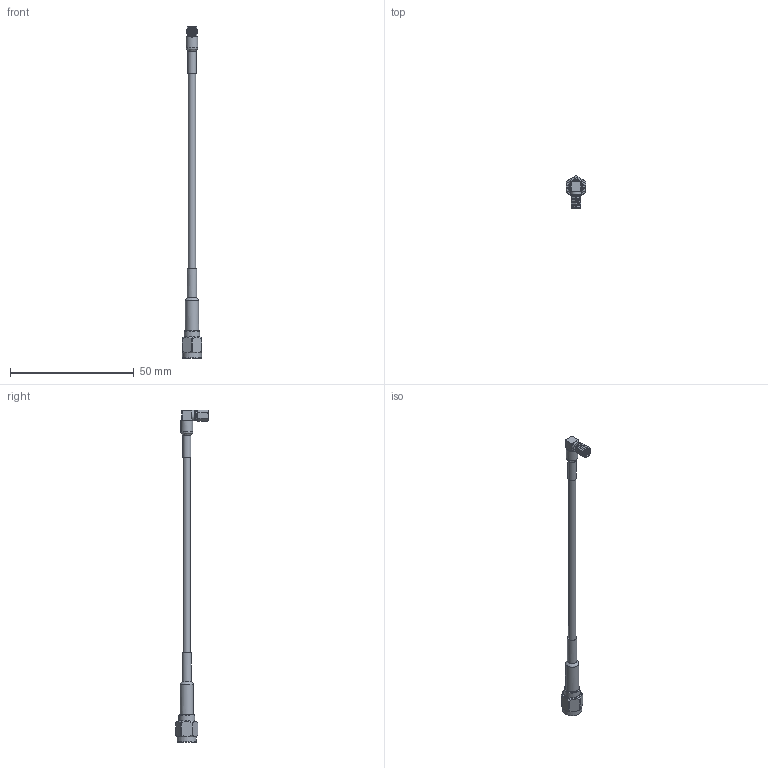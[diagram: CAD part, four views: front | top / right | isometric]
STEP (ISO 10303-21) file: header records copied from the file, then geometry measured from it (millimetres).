
FILE_DESCRIPTION (( 'STEP AP203' ), '1' );
FILE_NAME ('PE3W08402_3D.step', '2020-09-09T21:47:25', ( '' ), ( '' ), 'SwSTEP 2.0', 'SolidWorks 2018', '' );
FILE_SCHEMA (( 'CONFIG_CONTROL_DESIGN' ));
Length unit declared in the file: inch
Products named in the file (4): RG188DS^PE3W08402_RG188DS; PE4401^PE3W08402_Heat Shrink; PE3W08402_3D; PE45498^PE3W08402_Heat Shrink
Assembly tree (3 placements, depth 2):
  PE3W08402_3D
    RG188DS^PE3W08402_RG188DS
    PE45498^PE3W08402_Heat Shrink
    PE4401^PE3W08402_Heat Shrink
Bounding box: 7.94 x 13.23 x 134.02 mm (x, y, z)
Volume: 1827.9 mm3; surface area: 2406 mm2
Topology: 4 solids, 5 shells, 155 faces, 347 edges, 207 vertices
Faces by surface type: cylinder 58, plane 48, cone 32, bspline 8, sphere 7, torus 2
Full cylindrical faces by diameter (mm): 0.66 x1, 1.016 x2, 1.702 x1, 2.032 x1, 2.21 x1, 2.438 x1, 2.475 x1, 2.997 x1, 3.404 x1, 3.759 x1, 3.81 x1, 3.962 x1, 4.316 x1, 4.75 x1, 5.334 x1, 6.35 x8, 7.734 x1
Entity records: 6405 total; most frequent: CARTESIAN_POINT 3101, DIRECTION 603, ORIENTED_EDGE 554, EDGE_CURVE 277, AXIS2_PLACEMENT_3D 267, EDGE_LOOP 190, VERTEX_POINT 181, FACE_OUTER_BOUND 170
